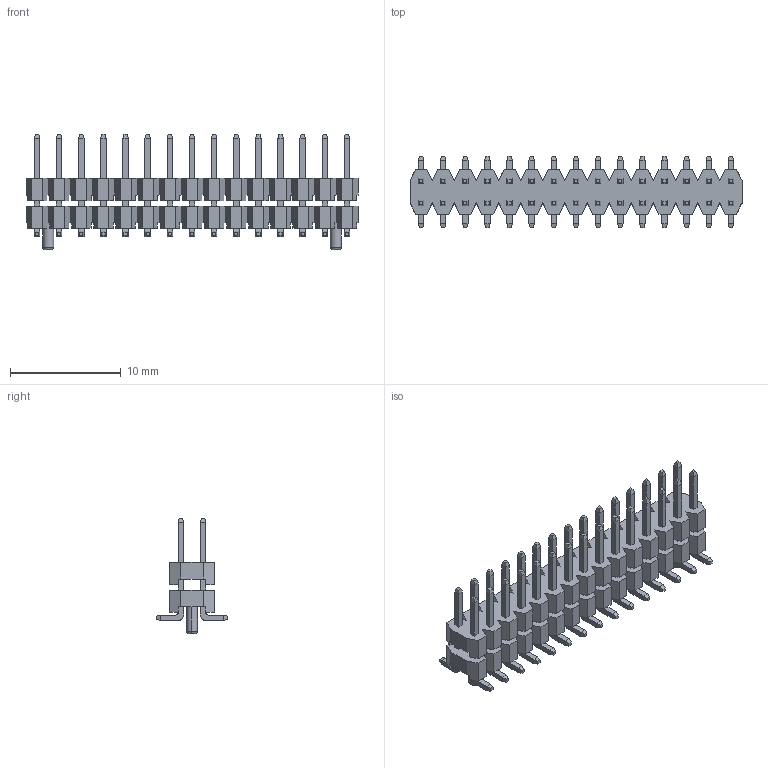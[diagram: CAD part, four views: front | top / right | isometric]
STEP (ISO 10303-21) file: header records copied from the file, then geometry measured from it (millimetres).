
FILE_DESCRIPTION (( 'STEP AP214' ), '1' );
FILE_NAME ('FPH20072-D30S1014110904M-REF.STEP', '2026-04-07T10:15:42', ( '' ), ( '' ), 'SwSTEP 2.0', 'SolidWorks 2021', '' );
FILE_SCHEMA (( 'AUTOMOTIVE_DESIGN' ));
Length unit declared in the file: millimetre
Products named in the file (1): FPH20072-D30S1014110904M-REF
Bounding box: 30 x 6.5 x 10.45 mm (x, y, z)
Volume: 409 mm3; surface area: 1296.3 mm2
Topology: 1 solids, 1 shells, 1158 faces, 3092 edges, 1940 vertices
Faces by surface type: plane 1090, cylinder 64, torus 4
Entity records: 35090 total; most frequent: CARTESIAN_POINT 6191, ORIENTED_EDGE 6184, DIRECTION 5546, EDGE_CURVE 3092, LINE 2956, VECTOR 2956, VERTEX_POINT 1940, AXIS2_PLACEMENT_3D 1295
